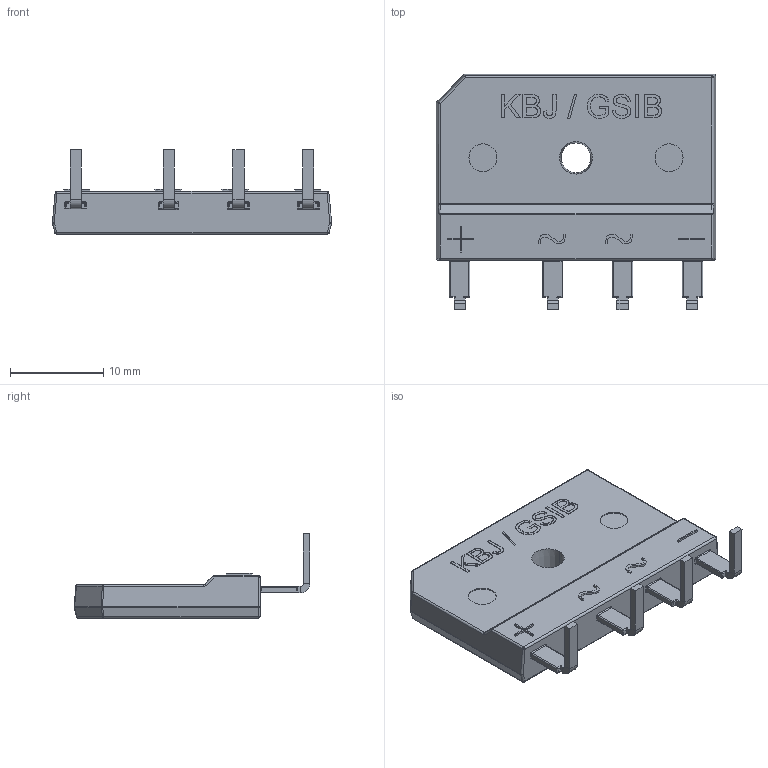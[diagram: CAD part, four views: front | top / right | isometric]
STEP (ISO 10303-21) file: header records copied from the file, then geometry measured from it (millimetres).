
FILE_DESCRIPTION (( 'STEP AP214' ), '1' );
FILE_NAME ('User Library-KBJ-GSIB-1.STEP', '2020-02-24T15:01:38', ( '' ), ( '' ), 'SwSTEP 2.0', 'SolidWorks 2019', '' );
FILE_SCHEMA (( 'AUTOMOTIVE_DESIGN' ));
Length unit declared in the file: millimetre
Products named in the file (1): User Library-KBJ-GSIB-1
Bounding box: 30 x 25.35 x 9.05 mm (x, y, z)
Volume: 2290.1 mm3; surface area: 1772.5 mm2
Topology: 1 solids, 1 shells, 461 faces, 1209 edges, 714 vertices
Faces by surface type: plane 223, bspline 141, cylinder 95, cone 2
Entity records: 20239 total; most frequent: CARTESIAN_POINT 4774, ORIENTED_EDGE 2302, DIRECTION 1930, EDGE_CURVE 1151, VERTEX_POINT 714, LINE 694, VECTOR 694, AXIS2_PLACEMENT_3D 618
